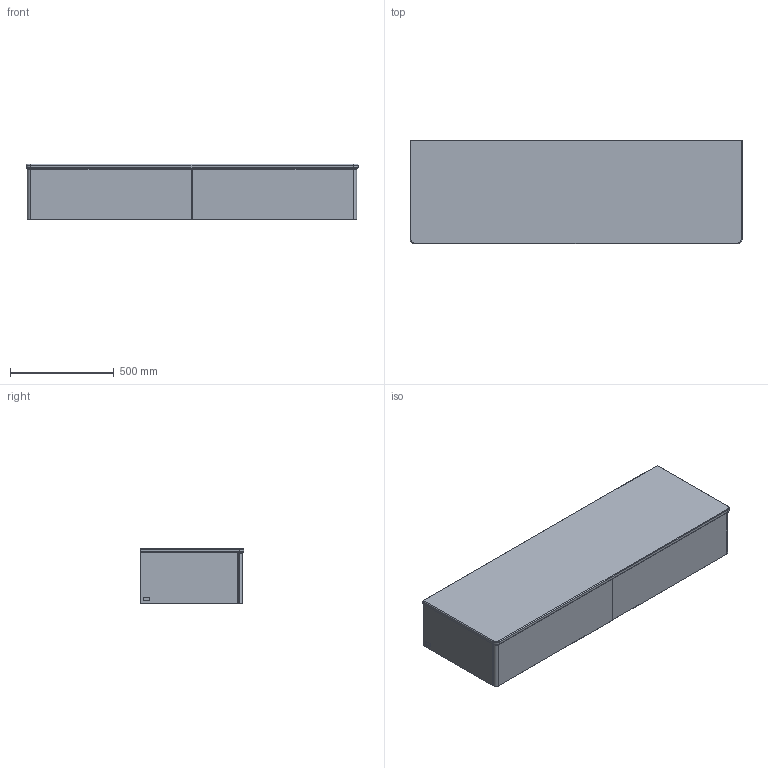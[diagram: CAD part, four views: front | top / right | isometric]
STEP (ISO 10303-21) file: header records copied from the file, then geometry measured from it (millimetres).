
FILE_DESCRIPTION((' '),'2;1');
FILE_NAME('K420_L420.stp','2023-04-05T08:08:03',(' '),(' '),' ','ACIS',' ');
FILE_SCHEMA(('CONFIG_CONTROL_DESIGN'));
Length unit declared in the file: millimetre
Products named in the file (15): K420_L420.stp; Körper1; Körper2; Körper3; Körper4; Körper5; Körper6; Körper7; Körper8; Körper9; Körper10; Körper11; Körper12; Körper13; Körper14
Assembly tree (14 placements, depth 2):
  K420_L420.stp
    Körper1
    Körper2
    Körper3
    Körper4
    Körper5
    Körper6
    Körper7
    Körper8
    Körper9
    Körper10
    Körper11
    Körper12
    Körper13
    Körper14
Bounding box: 1600 x 500 x 268 mm (x, y, z)
Volume: 61923990.5 mm3; surface area: 7763450.4 mm2
Topology: 14 solids, 14 shells, 174 faces, 382 edges, 232 vertices
Faces by surface type: plane 140, cylinder 18, cone 8, torus 4, sphere 4
Entity records: 6736 total; most frequent: DIRECTION 832, CARTESIAN_POINT 813, ORIENTED_EDGE 756, EDGE_CURVE 378, VECTOR 330, LINE 330, AXIS2_PLACEMENT_3D 251, VERTEX_POINT 232
